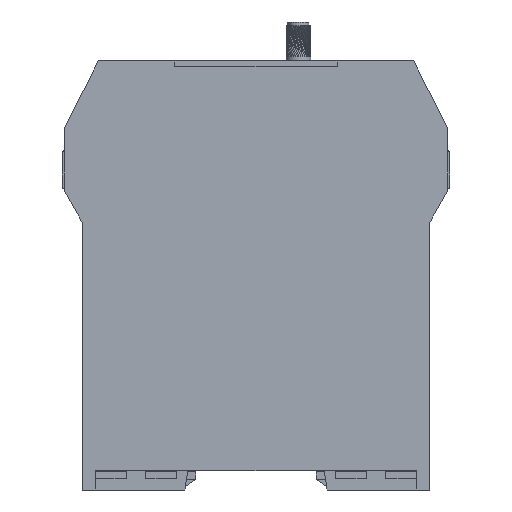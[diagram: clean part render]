
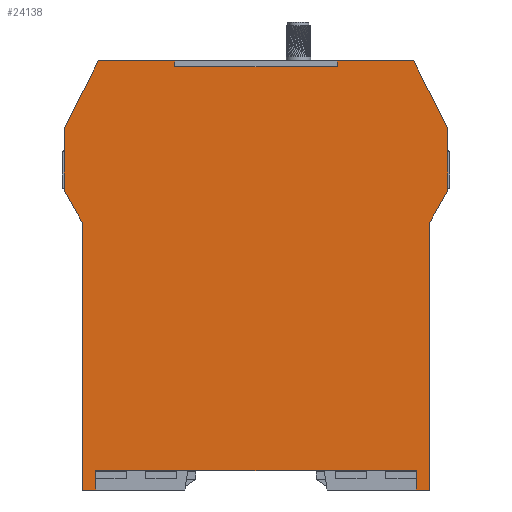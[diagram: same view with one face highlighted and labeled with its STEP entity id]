
A CAD part, left-side view. The second image highlights one B-rep face of the part: STEP entity #24138.
In plain terms, the highlighted face is planar.
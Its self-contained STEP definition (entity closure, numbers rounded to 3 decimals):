
#1142=FACE_OUTER_BOUND('',#2459,.T.);
#2459=EDGE_LOOP('',(#16939,#16940,#16941,#16942,#16943,#16944,#16945,#16946,
#16947,#16948,#16949,#16950,#16951,#16952,#16953,#16954,#16955,#16956));
#3778=LINE('',#33652,#6934);
#4305=LINE('',#34747,#7461);
#4356=LINE('',#34843,#7512);
#4357=LINE('',#34847,#7513);
#4417=LINE('',#35006,#7573);
#4418=LINE('',#35008,#7574);
#4419=LINE('',#35010,#7575);
#4420=LINE('',#35012,#7576);
#4421=LINE('',#35014,#7577);
#4422=LINE('',#35016,#7578);
#4423=LINE('',#35018,#7579);
#4424=LINE('',#35020,#7580);
#4425=LINE('',#35022,#7581);
#4426=LINE('',#35024,#7582);
#4427=LINE('',#35026,#7583);
#4428=LINE('',#35027,#7584);
#4429=LINE('',#35029,#7585);
#4430=LINE('',#35030,#7586);
#6934=VECTOR('',#27123,10.);
#7461=VECTOR('',#27954,10.);
#7512=VECTOR('',#28017,10.);
#7513=VECTOR('',#28020,10.);
#7573=VECTOR('',#28130,10.);
#7574=VECTOR('',#28131,10.);
#7575=VECTOR('',#28132,10.);
#7576=VECTOR('',#28133,10.);
#7577=VECTOR('',#28134,10.);
#7578=VECTOR('',#28135,10.);
#7579=VECTOR('',#28136,10.);
#7580=VECTOR('',#28137,10.);
#7581=VECTOR('',#28138,10.);
#7582=VECTOR('',#28139,10.);
#7583=VECTOR('',#28140,10.);
#7584=VECTOR('',#28141,10.);
#7585=VECTOR('',#28142,10.);
#7586=VECTOR('',#28143,10.);
#10107=VERTEX_POINT('',#33649);
#10108=VERTEX_POINT('',#33651);
#10523=VERTEX_POINT('',#34744);
#10524=VERTEX_POINT('',#34746);
#10563=VERTEX_POINT('',#34841);
#10564=VERTEX_POINT('',#34845);
#10565=VERTEX_POINT('',#34846);
#10640=VERTEX_POINT('',#35007);
#10641=VERTEX_POINT('',#35009);
#10642=VERTEX_POINT('',#35011);
#10643=VERTEX_POINT('',#35013);
#10644=VERTEX_POINT('',#35015);
#10645=VERTEX_POINT('',#35017);
#10646=VERTEX_POINT('',#35019);
#10647=VERTEX_POINT('',#35021);
#10648=VERTEX_POINT('',#35023);
#10649=VERTEX_POINT('',#35025);
#10650=VERTEX_POINT('',#35028);
#12431=EDGE_CURVE('',#10107,#10108,#3778,.T.);
#12979=EDGE_CURVE('',#10524,#10523,#4305,.T.);
#13032=EDGE_CURVE('',#10523,#10563,#4356,.T.);
#13033=EDGE_CURVE('',#10564,#10565,#4357,.T.);
#13114=EDGE_CURVE('',#10563,#10564,#4417,.T.);
#13115=EDGE_CURVE('',#10640,#10565,#4418,.T.);
#13116=EDGE_CURVE('',#10641,#10640,#4419,.T.);
#13117=EDGE_CURVE('',#10642,#10641,#4420,.T.);
#13118=EDGE_CURVE('',#10643,#10642,#4421,.T.);
#13119=EDGE_CURVE('',#10644,#10643,#4422,.T.);
#13120=EDGE_CURVE('',#10645,#10644,#4423,.T.);
#13121=EDGE_CURVE('',#10646,#10645,#4424,.T.);
#13122=EDGE_CURVE('',#10647,#10646,#4425,.T.);
#13123=EDGE_CURVE('',#10648,#10647,#4426,.T.);
#13124=EDGE_CURVE('',#10649,#10648,#4427,.T.);
#13125=EDGE_CURVE('',#10108,#10649,#4428,.T.);
#13126=EDGE_CURVE('',#10107,#10650,#4429,.T.);
#13127=EDGE_CURVE('',#10650,#10524,#4430,.T.);
#16939=ORIENTED_EDGE('',*,*,#12979,.T.);
#16940=ORIENTED_EDGE('',*,*,#13032,.T.);
#16941=ORIENTED_EDGE('',*,*,#13114,.T.);
#16942=ORIENTED_EDGE('',*,*,#13033,.T.);
#16943=ORIENTED_EDGE('',*,*,#13115,.F.);
#16944=ORIENTED_EDGE('',*,*,#13116,.F.);
#16945=ORIENTED_EDGE('',*,*,#13117,.F.);
#16946=ORIENTED_EDGE('',*,*,#13118,.F.);
#16947=ORIENTED_EDGE('',*,*,#13119,.F.);
#16948=ORIENTED_EDGE('',*,*,#13120,.F.);
#16949=ORIENTED_EDGE('',*,*,#13121,.F.);
#16950=ORIENTED_EDGE('',*,*,#13122,.F.);
#16951=ORIENTED_EDGE('',*,*,#13123,.F.);
#16952=ORIENTED_EDGE('',*,*,#13124,.F.);
#16953=ORIENTED_EDGE('',*,*,#13125,.F.);
#16954=ORIENTED_EDGE('',*,*,#12431,.F.);
#16955=ORIENTED_EDGE('',*,*,#13126,.T.);
#16956=ORIENTED_EDGE('',*,*,#13127,.T.);
#23033=PLANE('',#25559);
#24138=ADVANCED_FACE('',(#1142),#23033,.T.);
#25559=AXIS2_PLACEMENT_3D('',#35005,#28128,#28129);
#27123=DIRECTION('',(0.,1.,0.));
#27954=DIRECTION('',(1.,0.,0.));
#28017=DIRECTION('',(0.,-1.,0.));
#28020=DIRECTION('',(0.,1.,0.));
#28128=DIRECTION('center_axis',(0.,0.,1.));
#28129=DIRECTION('ref_axis',(1.,0.,0.));
#28130=DIRECTION('',(1.,0.,0.));
#28131=DIRECTION('',(-0.49,-0.872,0.));
#28132=DIRECTION('',(0.,-1.,0.));
#28133=DIRECTION('',(0.451,-0.892,0.));
#28134=DIRECTION('',(1.,0.,0.));
#28135=DIRECTION('',(0.,1.,0.));
#28136=DIRECTION('',(1.,0.,0.));
#28137=DIRECTION('',(0.,-1.,0.));
#28138=DIRECTION('',(1.,0.,0.));
#28139=DIRECTION('',(0.451,0.892,0.));
#28140=DIRECTION('',(0.,1.,0.));
#28141=DIRECTION('',(-0.49,0.872,0.));
#28142=DIRECTION('',(1.,0.,0.));
#28143=DIRECTION('',(0.,1.,0.));
#33649=CARTESIAN_POINT('',(-4.,-110.15,26.25));
#33651=CARTESIAN_POINT('',(-4.,-41.65,26.25));
#33652=CARTESIAN_POINT('',(-4.,-110.15,26.25));
#34744=CARTESIAN_POINT('',(81.7,-105.15,26.25));
#34746=CARTESIAN_POINT('',(-0.7,-105.15,26.25));
#34747=CARTESIAN_POINT('',(62.75,-105.15,26.25));
#34841=CARTESIAN_POINT('',(81.7,-110.15,26.25));
#34843=CARTESIAN_POINT('',(81.7,-105.15,26.25));
#34845=CARTESIAN_POINT('',(85.,-110.15,26.25));
#34846=CARTESIAN_POINT('',(85.,-41.65,26.25));
#34847=CARTESIAN_POINT('',(85.,-110.15,26.25));
#35005=CARTESIAN_POINT('Origin',(40.5,-55.997,26.25));
#35006=CARTESIAN_POINT('',(81.7,-110.15,26.25));
#35007=CARTESIAN_POINT('',(89.75,-33.2,26.25));
#35008=CARTESIAN_POINT('',(89.75,-33.2,26.25));
#35009=CARTESIAN_POINT('',(89.75,-17.3,26.25));
#35010=CARTESIAN_POINT('',(89.75,-17.3,26.25));
#35011=CARTESIAN_POINT('',(81.,0.,26.25));
#35012=CARTESIAN_POINT('',(81.,0.,26.25));
#35013=CARTESIAN_POINT('',(61.4,0.,26.25));
#35014=CARTESIAN_POINT('',(61.4,0.,26.25));
#35015=CARTESIAN_POINT('',(61.4,-1.5,26.25));
#35016=CARTESIAN_POINT('',(61.4,-1.5,26.25));
#35017=CARTESIAN_POINT('',(19.6,-1.5,26.25));
#35018=CARTESIAN_POINT('',(19.6,-1.5,26.25));
#35019=CARTESIAN_POINT('',(19.6,0.,26.25));
#35020=CARTESIAN_POINT('',(19.6,0.,26.25));
#35021=CARTESIAN_POINT('',(0.,0.,26.25));
#35022=CARTESIAN_POINT('',(0.,0.,26.25));
#35023=CARTESIAN_POINT('',(-8.75,-17.3,26.25));
#35024=CARTESIAN_POINT('',(-8.75,-17.3,26.25));
#35025=CARTESIAN_POINT('',(-8.75,-33.2,26.25));
#35026=CARTESIAN_POINT('',(-8.75,-33.2,26.25));
#35027=CARTESIAN_POINT('',(-4.,-41.65,26.25));
#35028=CARTESIAN_POINT('',(-0.7,-110.15,26.25));
#35029=CARTESIAN_POINT('',(-4.,-110.15,26.25));
#35030=CARTESIAN_POINT('',(-0.7,-110.15,26.25));
